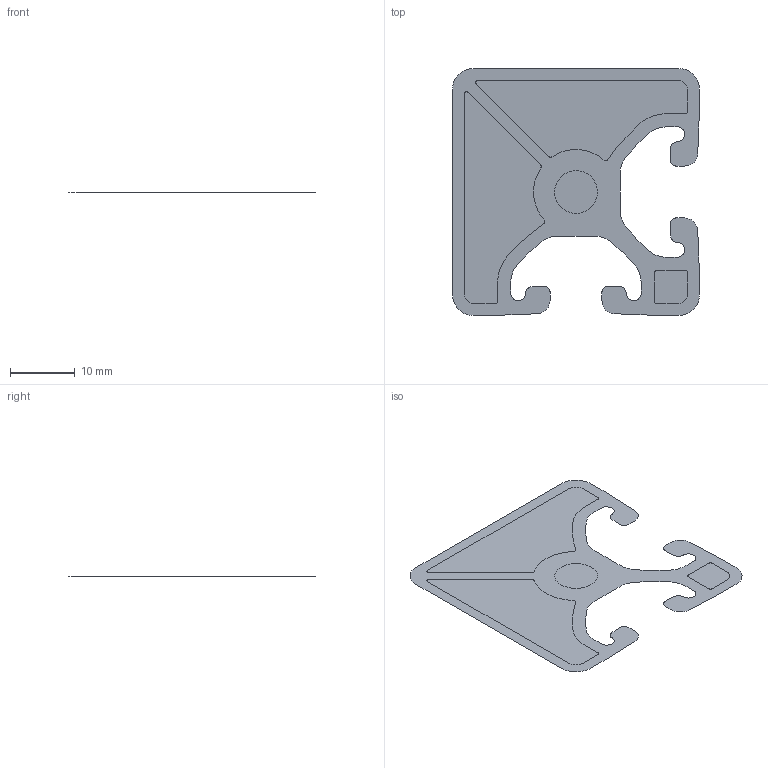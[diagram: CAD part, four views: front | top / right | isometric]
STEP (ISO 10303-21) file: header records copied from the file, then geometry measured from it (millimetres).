
FILE_DESCRIPTION((''),'2;1');
FILE_NAME('15QEB1515L.stp','2006-03-13T15:27:24',('Shawn Mantel'),('Faztek, LLC'),'Mechanical Desktop 2005','Mechanical Desktop 2005',', , ');
FILE_SCHEMA(('CONFIG_CONTROL_DESIGN'));
Length unit declared in the file: inch
Products named in the file (2): Product; APPROVAL
Assembly tree (1 placements, depth 2):
  Product
    APPROVAL
Bounding box: 38.1 x 38.1 x 0 mm (x, y, z)
Surface area: 1667.7 mm2 (no closed solid volume)
Topology: 0 solids, 0 shells, 5 faces, 91 edges, 91 vertices
Faces by surface type: bspline 5
Entity records: 1211 total; most frequent: CARTESIAN_POINT 769, PCURVE 91, COMPOSITE_CURVE_SEGMENT 91, QUASI_UNIFORM_CURVE 76, B_SPLINE_CURVE_WITH_KNOTS 53, PERSON 8, ORGANIZATION 8, PERSON_AND_ORGANIZATION 8
